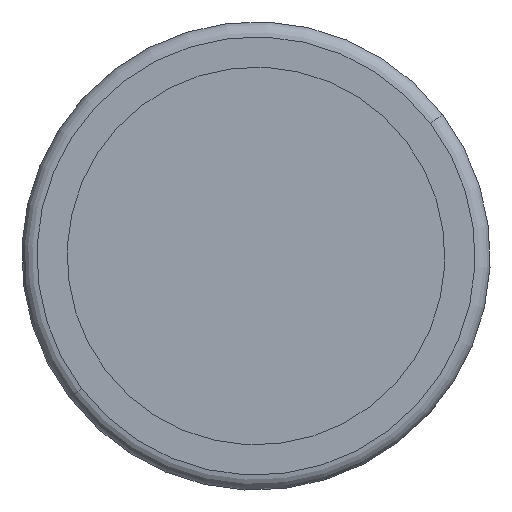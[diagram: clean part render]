
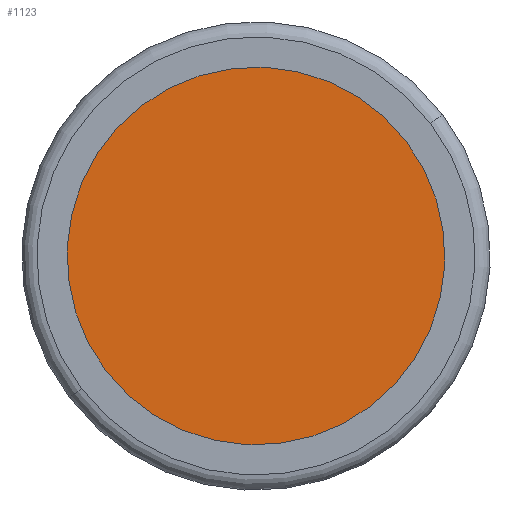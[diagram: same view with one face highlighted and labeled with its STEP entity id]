
A CAD part, front view. The second image highlights one B-rep face of the part: STEP entity #1123.
In plain terms, the highlighted face is planar.
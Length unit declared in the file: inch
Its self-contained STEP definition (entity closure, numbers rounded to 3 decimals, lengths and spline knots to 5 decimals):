
#98 = DIRECTION ( 'NONE',  ( -1., 0., 0. ) ) ;
#253 = AXIS2_PLACEMENT_3D ( 'NONE', #536, #1202, #635 ) ;
#306 = CARTESIAN_POINT ( 'NONE',  ( -0.155, 0., -0.0625 ) ) ;
#343 = ORIENTED_EDGE ( 'NONE', *, *, #968, .T. ) ;
#370 = FACE_OUTER_BOUND ( 'NONE', #1095, .T. ) ;
#454 = VERTEX_POINT ( 'NONE', #306 ) ;
#477 = DIRECTION ( 'NONE',  ( -1., 0., 0. ) ) ;
#503 = CIRCLE ( 'NONE', #253, 0.0625 ) ;
#536 = CARTESIAN_POINT ( 'NONE',  ( -0.155, 0., 0. ) ) ;
#545 = ORIENTED_EDGE ( 'NONE', *, *, #1207, .T. ) ;
#554 = PLANE ( 'NONE',  #673 ) ;
#635 = DIRECTION ( 'NONE',  ( 0., 0., 1. ) ) ;
#661 = CARTESIAN_POINT ( 'NONE',  ( -0.155, 0., 0. ) ) ;
#673 = AXIS2_PLACEMENT_3D ( 'NONE', #661, #98, #759 ) ;
#729 = CIRCLE ( 'NONE', #802, 0.0625 ) ;
#759 = DIRECTION ( 'NONE',  ( 0., 0., 1. ) ) ;
#802 = AXIS2_PLACEMENT_3D ( 'NONE', #1041, #477, #1142 ) ;
#885 = VERTEX_POINT ( 'NONE', #995 ) ;
#968 = EDGE_CURVE ( 'NONE', #454, #885, #503, .T. ) ;
#995 = CARTESIAN_POINT ( 'NONE',  ( -0.155, 0., 0.0625 ) ) ;
#1041 = CARTESIAN_POINT ( 'NONE',  ( -0.155, 0., 0. ) ) ;
#1095 = EDGE_LOOP ( 'NONE', ( #343, #545 ) ) ;
#1123 = ADVANCED_FACE ( 'NONE', ( #370 ), #554, .T. ) ;
#1142 = DIRECTION ( 'NONE',  ( 0., 0., 1. ) ) ;
#1202 = DIRECTION ( 'NONE',  ( -1., 0., 0. ) ) ;
#1207 = EDGE_CURVE ( 'NONE', #885, #454, #729, .T. ) ;
